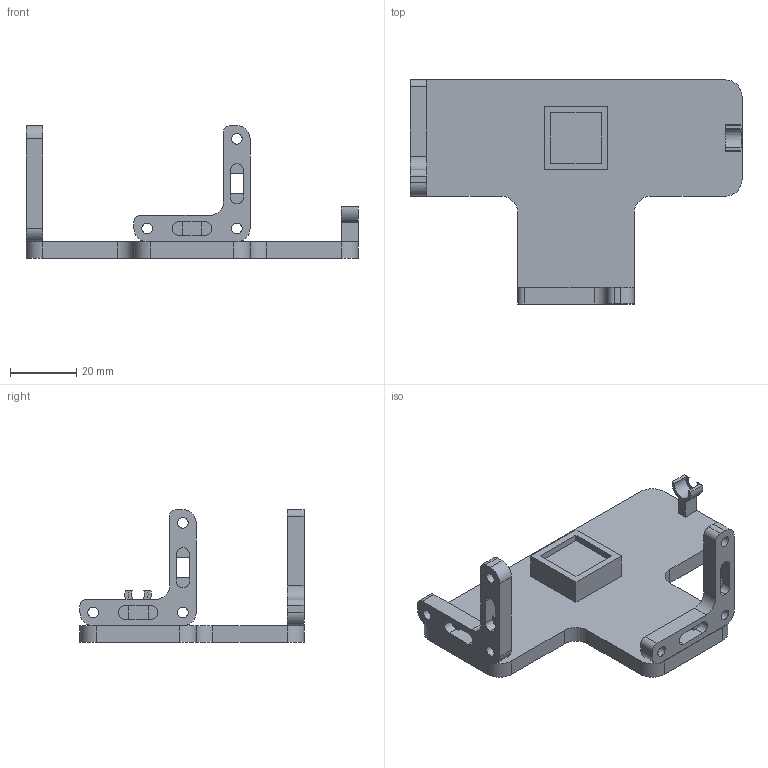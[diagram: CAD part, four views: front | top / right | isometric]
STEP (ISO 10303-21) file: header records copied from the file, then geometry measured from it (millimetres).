
FILE_DESCRIPTION(('Open CASCADE Model'),'2;1');
FILE_NAME('michelson_interferometer_assembly','2025-12-09T17:54:58',( 'Author'),('Open CASCADE'),'Open CASCADE STEP processor 7.8', 'build123d','Unknown');
FILE_SCHEMA(('AUTOMOTIVE_DESIGN { 1 0 10303 214 1 1 1 1 }'));
Length unit declared in the file: millimetre
Products named in the file (9): michelson_interferometer_assembly; ASSEMBLY; SOLID
Assembly tree (9 placements, depth 3):
  michelson_interferometer_assembly
    ASSEMBLY
      SOLID
    ASSEMBLY  x2
      SOLID
    ASSEMBLY
      SOLID
    ASSEMBLY
      SOLID
Bounding box: 100 x 67.5 x 40 mm (x, y, z)
Volume: 29217.9 mm3; surface area: 16423.2 mm2
Topology: 5 solids, 5 shells, 165 faces, 444 edges, 296 vertices
Faces by surface type: plane 119, cylinder 46
Full cylindrical faces by diameter (mm): 3.2 x6
Entity records: 6951 total; most frequent: CARTESIAN_POINT 1334, DIRECTION 1028, LINE 657, VECTOR 657, ORIENTED_EDGE 546, PCURVE 546, DEFINITIONAL_REPRESENTATION 546, EDGE_CURVE 273
